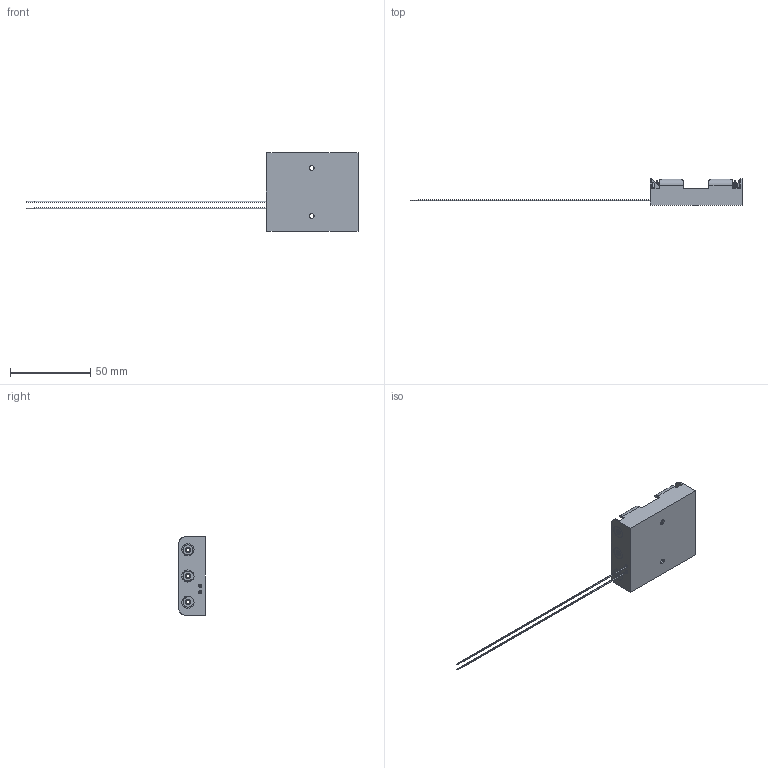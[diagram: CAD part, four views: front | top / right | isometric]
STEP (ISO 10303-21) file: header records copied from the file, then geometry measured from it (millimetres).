
FILE_DESCRIPTION (( 'STEP AP214' ), '1' );
FILE_NAME ('BC3AAW.STEP', '2019-12-04T06:53:19', ( '' ), ( '' ), 'SwSTEP 2.0', 'SolidWorks 2016', '' );
FILE_SCHEMA (( 'AUTOMOTIVE_DESIGN' ));
Length unit declared in the file: millimetre
Products named in the file (1): BC3AAW
Bounding box: 207.5 x 16.5 x 49 mm (x, y, z)
Volume: 8945.6 mm3; surface area: 16711 mm2
Topology: 12 solids, 12 shells, 493 faces, 1178 edges, 758 vertices
Faces by surface type: plane 243, cylinder 166, torus 74, bspline 6, cone 4
Entity records: 19846 total; most frequent: CARTESIAN_POINT 7828, DIRECTION 2588, ORIENTED_EDGE 2356, EDGE_CURVE 1178, AXIS2_PLACEMENT_3D 964, VERTEX_POINT 758, LINE 660, VECTOR 660
